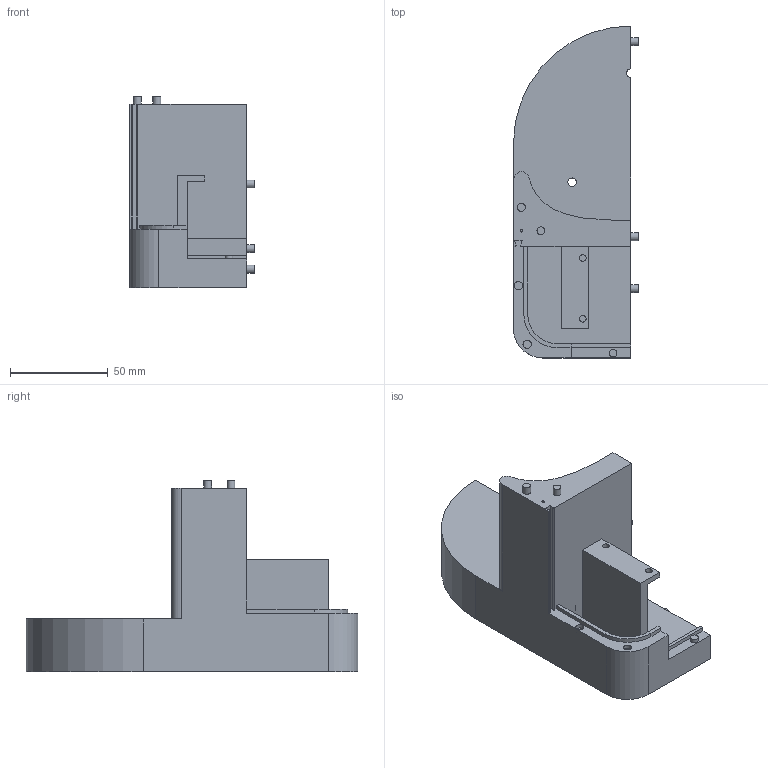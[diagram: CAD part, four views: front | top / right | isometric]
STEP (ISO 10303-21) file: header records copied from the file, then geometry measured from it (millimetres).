
FILE_DESCRIPTION(/* description */ ('STEP AP242','CAx-IF Rec.Pracs.---Representation and Presentation of Product Manufacturing Information (PMI)---4.0---2014-10-13','CAx-IF Rec.Pracs.---3D Tessellated Geometry---0.4---2014-09-14','2;1'),/* implementation_level */ '2;1');
FILE_NAME(/* name */ 'Assembly 1 - BODY LOWER RIGHT',/* time_stamp */ '2024-09-20T11:23:06Z',/* author */ (''),/* organization */ (''),/* preprocessor_version */ 'ST-DEVELOPER v20',/* originating_system */ ' ',/* authorisation */ ' ');
FILE_SCHEMA (('AP242_MANAGED_MODEL_BASED_3D_ENGINEERING_MIM_LF { 1 0 10303 442 1 1 4 }'));
Length unit declared in the file: metre
Products named in the file (1): BODY LOWER RIGHT
Bounding box: 64 x 170 x 98 mm (x, y, z)
Volume: 203832.7 mm3; surface area: 51497.2 mm2
Topology: 1 solids, 1 shells, 85 faces, 218 edges, 146 vertices
Faces by surface type: plane 56, cylinder 28, bspline 1
Full cylindrical faces by diameter (mm): 1.3 x2, 3.5 x2, 4 x6, 4.3 x3, 4.5 x1
Entity records: 2934 total; most frequent: CARTESIAN_POINT 443, DIRECTION 426, ORIENTED_EDGE 404, EDGE_CURVE 202, VERTEX_POINT 144, LINE 144, VECTOR 144, AXIS2_PLACEMENT_3D 141
